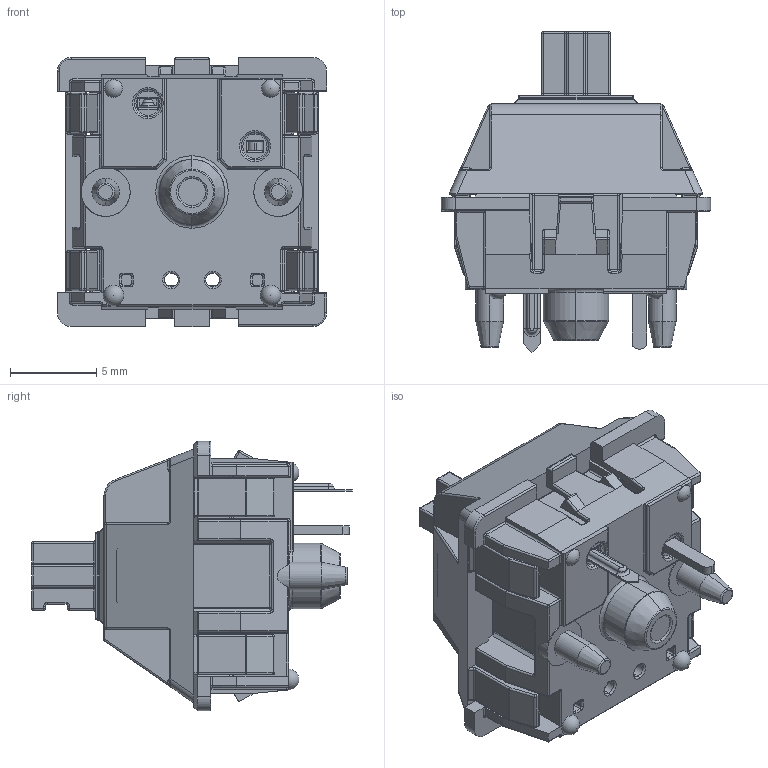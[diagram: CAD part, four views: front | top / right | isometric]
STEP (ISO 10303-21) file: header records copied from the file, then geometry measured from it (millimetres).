
FILE_DESCRIPTION (( 'STEP AP214' ), '1' );
FILE_NAME ('Cherry_MX_KEYSW.STEP', '2020-07-26T22:30:49', ( '' ), ( '' ), 'SwSTEP 2.0', 'SolidWorks 2018', '' );
FILE_SCHEMA (( 'AUTOMOTIVE_DESIGN' ));
Length unit declared in the file: millimetre
Products named in the file (5): Cherry_MX_KEYSW; MX? ?? ??___; ??___; MX ? ??
Assembly tree (4 placements, depth 2):
  Cherry_MX_KEYSW
    MX ? ??
    MX ? ??
    MX? ?? ??___
    ??___
Bounding box: 15.6 x 18.6 x 15.6 mm (x, y, z)
Volume: 1083.4 mm3; surface area: 2619.5 mm2
Topology: 5 solids, 5 shells, 1530 faces, 3679 edges, 2056 vertices
Faces by surface type: cylinder 679, plane 424, torus 245, sphere 113, bspline 59, cone 10
Entity records: 44243 total; most frequent: CARTESIAN_POINT 9417, DIRECTION 7662, ORIENTED_EDGE 7126, EDGE_CURVE 3563, AXIS2_PLACEMENT_3D 2909, VERTEX_POINT 2049, VECTOR 1844, LINE 1844
